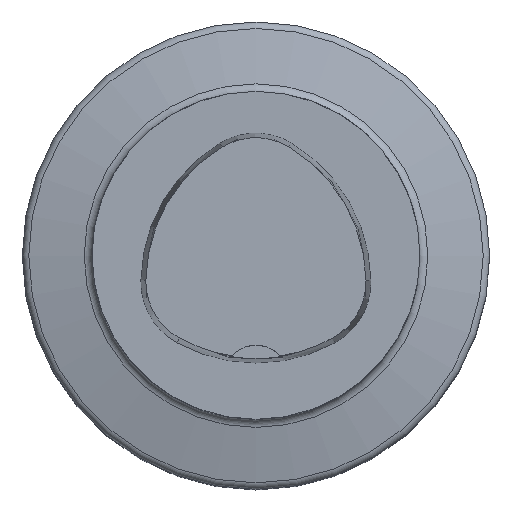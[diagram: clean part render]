
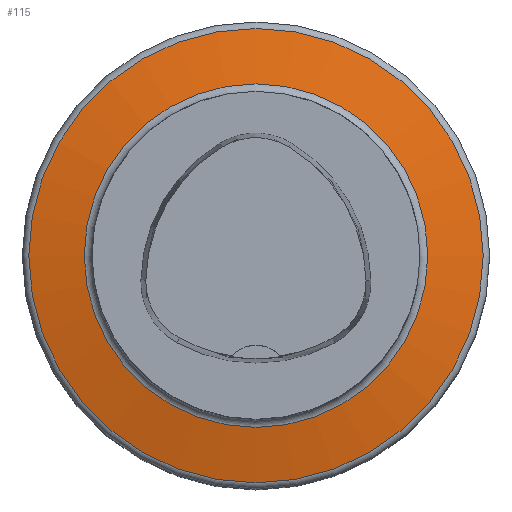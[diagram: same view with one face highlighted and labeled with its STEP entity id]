
A CAD part, top view. The second image highlights one B-rep face of the part: STEP entity #115.
In plain terms, the highlighted conical face has half-angle 78 degrees and reference radius 20 mm.
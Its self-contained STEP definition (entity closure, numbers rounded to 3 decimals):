
#63=FACE_BOUND('',#186,.T.);
#64=FACE_BOUND('',#187,.T.);
#115=ADVANCED_FACE('AR_BY_CN_GO_SU_3',(#63,#64),#125,.T.);
#125=CONICAL_SURFACE('',#554,20.,78.);
#186=EDGE_LOOP('',(#344));
#187=EDGE_LOOP('',(#345));
#344=ORIENTED_EDGE('',*,*,#443,.T.);
#345=ORIENTED_EDGE('',*,*,#445,.T.);
#386=VERTEX_POINT('',#837);
#388=VERTEX_POINT('',#842);
#443=EDGE_CURVE('',#386,#386,#468,.T.);
#445=EDGE_CURVE('',#388,#388,#470,.T.);
#468=CIRCLE('',#547,20.951);
#470=CIRCLE('',#550,27.708);
#547=AXIS2_PLACEMENT_3D('',#836,#693,#694);
#550=AXIS2_PLACEMENT_3D('',#841,#699,#700);
#554=AXIS2_PLACEMENT_3D('',#847,#707,#708);
#693=DIRECTION('',(0.,0.,-1.));
#694=DIRECTION('',(-1.,0.,0.));
#699=DIRECTION('',(0.,0.,1.));
#700=DIRECTION('',(-1.,0.,0.));
#707=DIRECTION('',(0.,0.,-1.));
#708=DIRECTION('',(-1.,0.,0.));
#836=CARTESIAN_POINT('',(0.,0.,-21.174));
#837=CARTESIAN_POINT('',(-20.951,0.,-21.174));
#841=CARTESIAN_POINT('',(0.,0.,-22.61));
#842=CARTESIAN_POINT('',(-27.708,0.,-22.61));
#847=CARTESIAN_POINT('',(0.,0.,-20.972));
